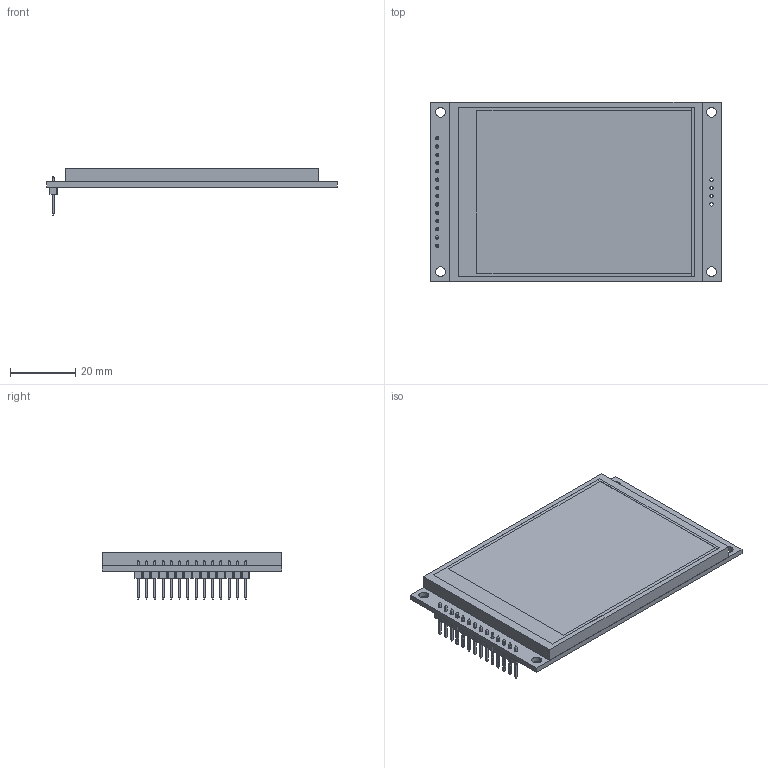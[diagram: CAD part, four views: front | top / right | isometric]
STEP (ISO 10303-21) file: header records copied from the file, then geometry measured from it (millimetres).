
FILE_DESCRIPTION (( 'STEP AP214' ), '1' );
FILE_NAME ('ILI9341_3_2.step', '2023-10-04T19:12:52', ( '' ), ( '' ), 'SwSTEP 2.0', 'SolidWorks 2023', '' );
FILE_SCHEMA (( 'AUTOMOTIVE_DESIGN' ));
Length unit declared in the file: millimetre
Products named in the file (8): display_board; disp_frame; touch; 14-Pin Header - Male - 2.54mm.step; screen; 14-Pin Header - Male - 2.54mm; 14-Pin Header - Male - 2.54mm_1.step; ILI9341_3_2
Assembly tree (7 placements, depth 4):
  ILI9341_3_2
    screen
    disp_frame
    touch
    display_board
    14-Pin Header - Male - 2.54mm
      14-Pin Header - Male - 2.54mm.step
        14-Pin Header - Male - 2.54mm_1.step
Bounding box: 89.3 x 55.04 x 14.24 mm (x, y, z)
Volume: 14001.5 mm3; surface area: 22460.9 mm2
Topology: 5 solids, 5 shells, 472 faces, 1134 edges, 700 vertices
Faces by surface type: plane 428, cylinder 44
Entity records: 17973 total; most frequent: CARTESIAN_POINT 2318, ORIENTED_EDGE 2268, DIRECTION 2190, EDGE_CURVE 1134, LINE 1046, VECTOR 1046, VERTEX_POINT 700, AXIS2_PLACEMENT_3D 572
